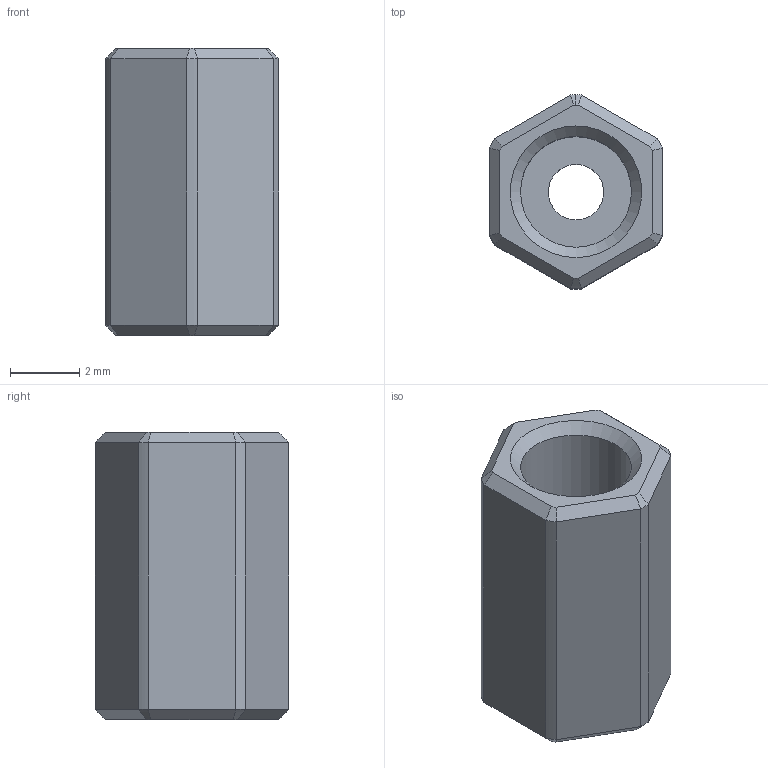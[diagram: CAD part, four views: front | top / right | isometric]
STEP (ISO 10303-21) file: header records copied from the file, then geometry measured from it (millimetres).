
FILE_DESCRIPTION(('FreeCAD Model'),'2;1');
FILE_NAME('Open CASCADE Shape Model','2024-03-14T16:45:54',('FreeCAD'),( 'FreeCAD'),'Open CASCADE STEP processor 7.6','FreeCAD','Unknown');
FILE_SCHEMA(('AUTOMOTIVE_DESIGN { 1 0 10303 214 1 1 1 1 }'));
Length unit declared in the file: millimetre
Products named in the file (1): Open CASCADE STEP translator 7.6 2
Bounding box: 5 x 5.6 x 8.3 mm (x, y, z)
Volume: 122.1 mm3; surface area: 245.2 mm2
Topology: 1 solids, 1 shells, 46 faces, 101 edges, 58 vertices
Faces by surface type: plane 21, cone 16, cylinder 9
Full cylindrical faces by diameter (mm): 1.6 x1, 3.2 x1
Entity records: 1273 total; most frequent: DIRECTION 253, CARTESIAN_POINT 206, ORIENTED_EDGE 202, AXIS2_PLACEMENT_3D 105, EDGE_CURVE 101, VERTEX_POINT 58, FACE_BOUND 49, EDGE_LOOP 49
